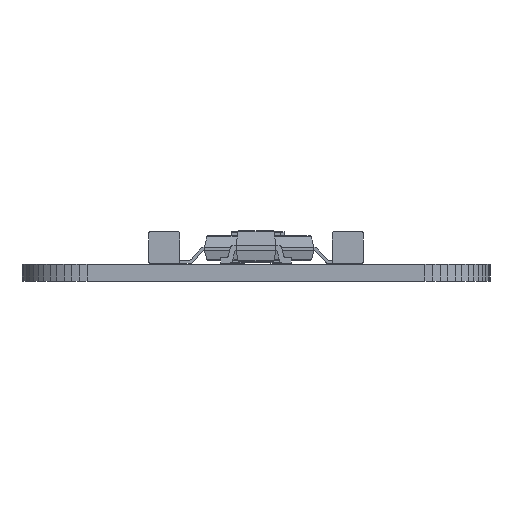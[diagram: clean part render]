
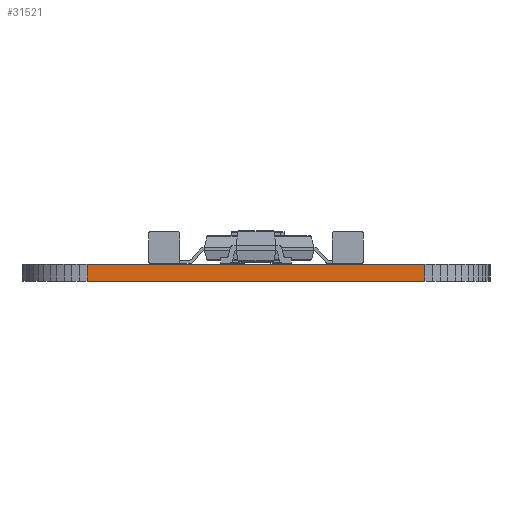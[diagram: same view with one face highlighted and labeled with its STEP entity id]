
A CAD part, front view. The second image highlights one B-rep face of the part: STEP entity #31521.
In plain terms, the highlighted planar face has unit normal (0, -1, 0).
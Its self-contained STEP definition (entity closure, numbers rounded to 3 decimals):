
#23810 = PLANE('',#23811);
#23811 = AXIS2_PLACEMENT_3D('',#23812,#23813,#23814);
#23812 = CARTESIAN_POINT('',(7.62,-23.95,0.68));
#23813 = DIRECTION('',(-0.,-0.,-1.));
#23814 = DIRECTION('',(-1.,0.,0.));
#23864 = PLANE('',#23865);
#23865 = AXIS2_PLACEMENT_3D('',#23866,#23867,#23868);
#23866 = CARTESIAN_POINT('',(7.62,-23.95,0.));
#23867 = DIRECTION('',(-0.,-0.,-1.));
#23868 = DIRECTION('',(-1.,0.,0.));
#24701 = VERTEX_POINT('',#24702);
#24702 = CARTESIAN_POINT('',(14.404,-50.874,0.));
#24716 = PLANE('',#24717);
#24717 = AXIS2_PLACEMENT_3D('',#24718,#24719,#24720);
#24718 = CARTESIAN_POINT('',(14.719,-50.855,0.));
#24719 = DIRECTION('',(0.06,-0.998,0.));
#24720 = DIRECTION('',(-0.998,-0.06,0.));
#24728 = EDGE_CURVE('',#24701,#24729,#24731,.T.);
#24729 = VERTEX_POINT('',#24730);
#24730 = CARTESIAN_POINT('',(0.836,-50.874,0.));
#24731 = SURFACE_CURVE('',#24732,(#24736,#24743),.PCURVE_S1.);
#24732 = LINE('',#24733,#24734);
#24733 = CARTESIAN_POINT('',(14.404,-50.874,0.));
#24734 = VECTOR('',#24735,1.);
#24735 = DIRECTION('',(-1.,0.,0.));
#24736 = PCURVE('',#23864,#24737);
#24737 = DEFINITIONAL_REPRESENTATION('',(#24738),#24742);
#24738 = LINE('',#24739,#24740);
#24739 = CARTESIAN_POINT('',(-6.784,-26.924));
#24740 = VECTOR('',#24741,1.);
#24741 = DIRECTION('',(1.,0.));
#24742 = ( GEOMETRIC_REPRESENTATION_CONTEXT(2) 
PARAMETRIC_REPRESENTATION_CONTEXT() REPRESENTATION_CONTEXT('2D SPACE',''
  ) );
#24743 = PCURVE('',#24744,#24749);
#24744 = PLANE('',#24745);
#24745 = AXIS2_PLACEMENT_3D('',#24746,#24747,#24748);
#24746 = CARTESIAN_POINT('',(14.404,-50.874,0.));
#24747 = DIRECTION('',(0.,-1.,0.));
#24748 = DIRECTION('',(-1.,0.,0.));
#24749 = DEFINITIONAL_REPRESENTATION('',(#24750),#24754);
#24750 = LINE('',#24751,#24752);
#24751 = CARTESIAN_POINT('',(0.,0.));
#24752 = VECTOR('',#24753,1.);
#24753 = DIRECTION('',(1.,0.));
#24754 = ( GEOMETRIC_REPRESENTATION_CONTEXT(2) 
PARAMETRIC_REPRESENTATION_CONTEXT() REPRESENTATION_CONTEXT('2D SPACE',''
  ) );
#24772 = PLANE('',#24773);
#24773 = AXIS2_PLACEMENT_3D('',#24774,#24775,#24776);
#24774 = CARTESIAN_POINT('',(0.836,-50.874,0.));
#24775 = DIRECTION('',(-0.06,-0.998,0.));
#24776 = DIRECTION('',(-0.998,0.06,0.));
#27912 = VERTEX_POINT('',#27913);
#27913 = CARTESIAN_POINT('',(14.404,-50.874,0.68));
#27934 = EDGE_CURVE('',#27912,#27935,#27937,.T.);
#27935 = VERTEX_POINT('',#27936);
#27936 = CARTESIAN_POINT('',(0.836,-50.874,0.68));
#27937 = SURFACE_CURVE('',#27938,(#27942,#27949),.PCURVE_S1.);
#27938 = LINE('',#27939,#27940);
#27939 = CARTESIAN_POINT('',(14.404,-50.874,0.68));
#27940 = VECTOR('',#27941,1.);
#27941 = DIRECTION('',(-1.,0.,0.));
#27942 = PCURVE('',#23810,#27943);
#27943 = DEFINITIONAL_REPRESENTATION('',(#27944),#27948);
#27944 = LINE('',#27945,#27946);
#27945 = CARTESIAN_POINT('',(-6.784,-26.924));
#27946 = VECTOR('',#27947,1.);
#27947 = DIRECTION('',(1.,0.));
#27948 = ( GEOMETRIC_REPRESENTATION_CONTEXT(2) 
PARAMETRIC_REPRESENTATION_CONTEXT() REPRESENTATION_CONTEXT('2D SPACE',''
  ) );
#27949 = PCURVE('',#24744,#27950);
#27950 = DEFINITIONAL_REPRESENTATION('',(#27951),#27955);
#27951 = LINE('',#27952,#27953);
#27952 = CARTESIAN_POINT('',(0.,-0.68));
#27953 = VECTOR('',#27954,1.);
#27954 = DIRECTION('',(1.,0.));
#27955 = ( GEOMETRIC_REPRESENTATION_CONTEXT(2) 
PARAMETRIC_REPRESENTATION_CONTEXT() REPRESENTATION_CONTEXT('2D SPACE',''
  ) );
#31473 = EDGE_CURVE('',#24701,#27912,#31474,.T.);
#31474 = SURFACE_CURVE('',#31475,(#31479,#31486),.PCURVE_S1.);
#31475 = LINE('',#31476,#31477);
#31476 = CARTESIAN_POINT('',(14.404,-50.874,0.));
#31477 = VECTOR('',#31478,1.);
#31478 = DIRECTION('',(0.,0.,1.));
#31479 = PCURVE('',#24716,#31480);
#31480 = DEFINITIONAL_REPRESENTATION('',(#31481),#31485);
#31481 = LINE('',#31482,#31483);
#31482 = CARTESIAN_POINT('',(0.316,0.));
#31483 = VECTOR('',#31484,1.);
#31484 = DIRECTION('',(0.,-1.));
#31485 = ( GEOMETRIC_REPRESENTATION_CONTEXT(2) 
PARAMETRIC_REPRESENTATION_CONTEXT() REPRESENTATION_CONTEXT('2D SPACE',''
  ) );
#31486 = PCURVE('',#24744,#31487);
#31487 = DEFINITIONAL_REPRESENTATION('',(#31488),#31492);
#31488 = LINE('',#31489,#31490);
#31489 = CARTESIAN_POINT('',(0.,0.));
#31490 = VECTOR('',#31491,1.);
#31491 = DIRECTION('',(0.,-1.));
#31492 = ( GEOMETRIC_REPRESENTATION_CONTEXT(2) 
PARAMETRIC_REPRESENTATION_CONTEXT() REPRESENTATION_CONTEXT('2D SPACE',''
  ) );
#31521 = ADVANCED_FACE('',(#31522),#24744,.T.);
#31522 = FACE_BOUND('',#31523,.T.);
#31523 = EDGE_LOOP('',(#31524,#31525,#31526,#31547));
#31524 = ORIENTED_EDGE('',*,*,#31473,.T.);
#31525 = ORIENTED_EDGE('',*,*,#27934,.T.);
#31526 = ORIENTED_EDGE('',*,*,#31527,.F.);
#31527 = EDGE_CURVE('',#24729,#27935,#31528,.T.);
#31528 = SURFACE_CURVE('',#31529,(#31533,#31540),.PCURVE_S1.);
#31529 = LINE('',#31530,#31531);
#31530 = CARTESIAN_POINT('',(0.836,-50.874,0.));
#31531 = VECTOR('',#31532,1.);
#31532 = DIRECTION('',(0.,0.,1.));
#31533 = PCURVE('',#24744,#31534);
#31534 = DEFINITIONAL_REPRESENTATION('',(#31535),#31539);
#31535 = LINE('',#31536,#31537);
#31536 = CARTESIAN_POINT('',(13.569,0.));
#31537 = VECTOR('',#31538,1.);
#31538 = DIRECTION('',(0.,-1.));
#31539 = ( GEOMETRIC_REPRESENTATION_CONTEXT(2) 
PARAMETRIC_REPRESENTATION_CONTEXT() REPRESENTATION_CONTEXT('2D SPACE',''
  ) );
#31540 = PCURVE('',#24772,#31541);
#31541 = DEFINITIONAL_REPRESENTATION('',(#31542),#31546);
#31542 = LINE('',#31543,#31544);
#31543 = CARTESIAN_POINT('',(0.,0.));
#31544 = VECTOR('',#31545,1.);
#31545 = DIRECTION('',(0.,-1.));
#31546 = ( GEOMETRIC_REPRESENTATION_CONTEXT(2) 
PARAMETRIC_REPRESENTATION_CONTEXT() REPRESENTATION_CONTEXT('2D SPACE',''
  ) );
#31547 = ORIENTED_EDGE('',*,*,#24728,.F.);
